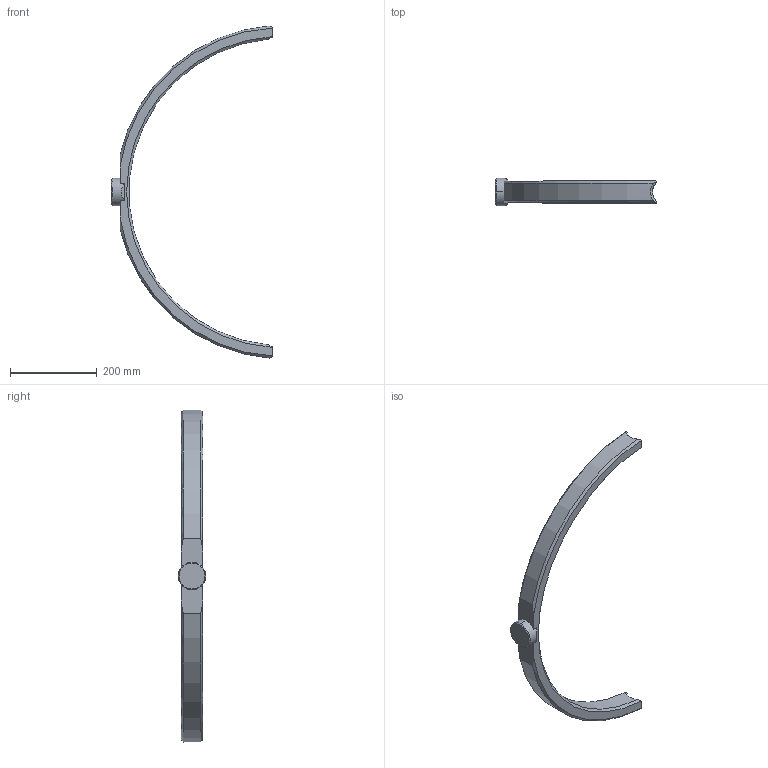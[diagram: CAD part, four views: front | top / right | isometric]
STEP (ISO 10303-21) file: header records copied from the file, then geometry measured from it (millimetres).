
FILE_DESCRIPTION (( 'STEP AP203' ), '1' );
FILE_NAME ('test_yaw_默认_sldprt.STEP', '2017-06-21T08:50:45', ( '' ), ( '' ), 'SwSTEP 2.0', 'SolidWorks 2017', '' );
FILE_SCHEMA (( 'CONFIG_CONTROL_DESIGN' ));
Length unit declared in the file: millimetre
Products named in the file (1): test_yaw_默认_sldprt
Bounding box: 372.58 x 64 x 767.58 mm (x, y, z)
Volume: 1613186.5 mm3; surface area: 169813.5 mm2
Topology: 1 solids, 1 shells, 30 faces, 82 edges, 54 vertices
Faces by surface type: plane 11, cone 8, cylinder 7, bspline 4
Entity records: 2273 total; most frequent: CARTESIAN_POINT 1503, ORIENTED_EDGE 164, DIRECTION 118, EDGE_CURVE 82, VERTEX_POINT 54, AXIS2_PLACEMENT_3D 47, B_SPLINE_CURVE_WITH_KNOTS 36, EDGE_LOOP 30
